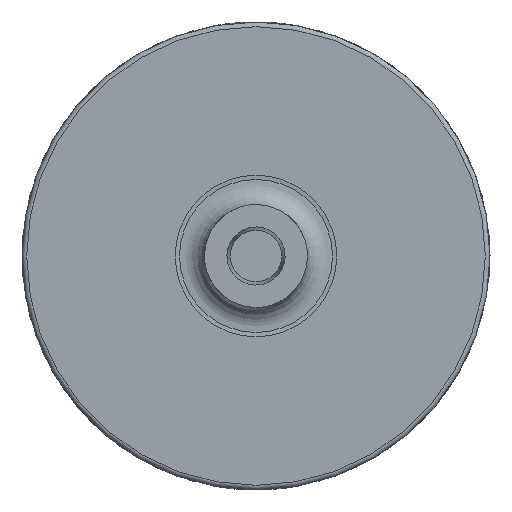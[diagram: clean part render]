
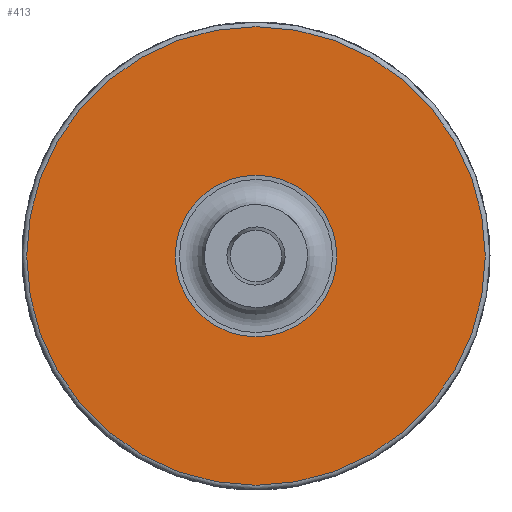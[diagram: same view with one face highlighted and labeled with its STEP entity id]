
A CAD part, left-side view. The second image highlights one B-rep face of the part: STEP entity #413.
In plain terms, the highlighted planar face has unit normal (-1, 0, 0).
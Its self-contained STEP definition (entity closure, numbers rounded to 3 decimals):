
#308=PLANE('',#1506);
#413=ADVANCED_FACE('',(#502,#503),#308,.F.);
#502=FACE_BOUND('',#599,.T.);
#503=FACE_BOUND('',#600,.T.);
#599=EDGE_LOOP('',(#825));
#600=EDGE_LOOP('',(#826));
#825=ORIENTED_EDGE('',*,*,#1292,.T.);
#826=ORIENTED_EDGE('',*,*,#1291,.F.);
#1133=VERTEX_POINT('',#2587);
#1134=VERTEX_POINT('',#2590);
#1291=EDGE_CURVE('',#1133,#1133,#1398,.T.);
#1292=EDGE_CURVE('',#1134,#1134,#1399,.T.);
#1398=CIRCLE('',#1503,48.995);
#1399=CIRCLE('',#1505,17.261);
#1503=AXIS2_PLACEMENT_3D('',#2586,#1759,#1760);
#1505=AXIS2_PLACEMENT_3D('',#2589,#1763,#1764);
#1506=AXIS2_PLACEMENT_3D('',#2591,#1765,#1766);
#1759=DIRECTION('',(1.,0.,0.));
#1760=DIRECTION('',(0.,0.,1.));
#1763=DIRECTION('',(1.,0.,0.));
#1764=DIRECTION('',(0.,0.,1.));
#1765=DIRECTION('',(1.,0.,0.));
#1766=DIRECTION('',(0.,0.,-1.));
#2586=CARTESIAN_POINT('',(52.,0.,0.));
#2587=CARTESIAN_POINT('',(52.,0.,48.995));
#2589=CARTESIAN_POINT('',(52.,0.,0.));
#2590=CARTESIAN_POINT('',(52.,0.,17.261));
#2591=CARTESIAN_POINT('',(52.,48.995,0.));
